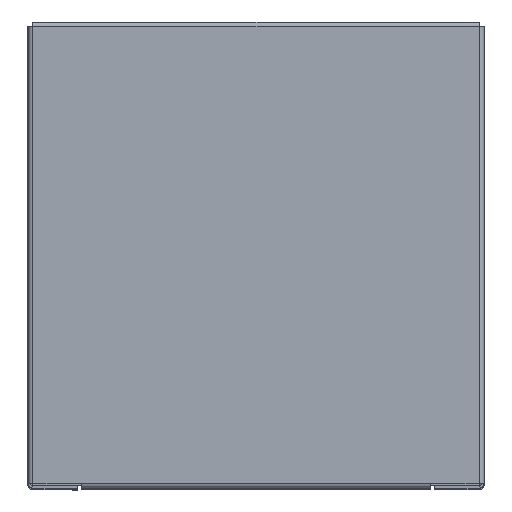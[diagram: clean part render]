
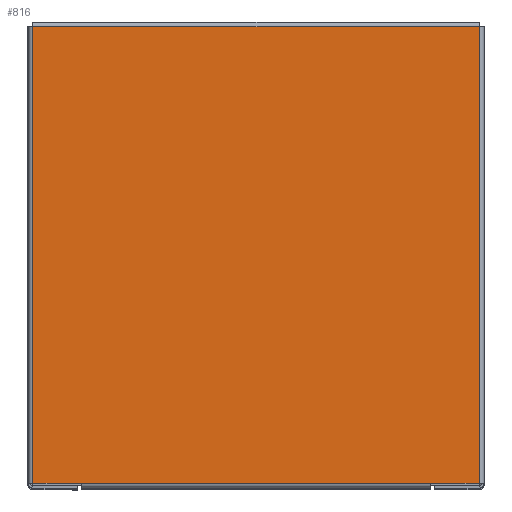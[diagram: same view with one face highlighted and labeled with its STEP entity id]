
A CAD part, top view. The second image highlights one B-rep face of the part: STEP entity #816.
In plain terms, the highlighted face is planar.
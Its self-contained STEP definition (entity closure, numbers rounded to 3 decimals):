
#48 = ORIENTED_EDGE ( 'NONE', *, *, #795, .T. ) ;
#64 = CARTESIAN_POINT ( 'NONE',  ( -112.5, 0., -1.2 ) ) ;
#78 = VERTEX_POINT ( 'NONE', #914 ) ;
#116 = DIRECTION ( 'NONE',  ( 0., 0., -1. ) ) ;
#120 = ORIENTED_EDGE ( 'NONE', *, *, #673, .F. ) ;
#140 = VECTOR ( 'NONE', #2010, 1000. ) ;
#216 = VERTEX_POINT ( 'NONE', #1296 ) ;
#230 = LINE ( 'NONE', #1829, #1514 ) ;
#237 = DIRECTION ( 'NONE',  ( 0., -1., 0. ) ) ;
#278 = AXIS2_PLACEMENT_3D ( 'NONE', #1375, #116, #1551 ) ;
#286 = CARTESIAN_POINT ( 'NONE',  ( -115., 230., -1.2 ) ) ;
#324 = VERTEX_POINT ( 'NONE', #358 ) ;
#351 = LINE ( 'NONE', #992, #1481 ) ;
#358 = CARTESIAN_POINT ( 'NONE',  ( 88., 0., -1.2 ) ) ;
#387 = LINE ( 'NONE', #1531, #140 ) ;
#430 = PLANE ( 'NONE',  #278 ) ;
#444 = ORIENTED_EDGE ( 'NONE', *, *, #730, .F. ) ;
#550 = VECTOR ( 'NONE', #237, 1000. ) ;
#589 = VECTOR ( 'NONE', #1554, 1000. ) ;
#673 = EDGE_CURVE ( 'NONE', #1898, #1175, #351, .T. ) ;
#730 = EDGE_CURVE ( 'NONE', #324, #1691, #230, .T. ) ;
#752 = VECTOR ( 'NONE', #1083, 1000. ) ;
#795 = EDGE_CURVE ( 'NONE', #324, #1175, #387, .T. ) ;
#816 = ADVANCED_FACE ( 'NONE', ( #1705 ), #430, .T. ) ;
#873 = LINE ( 'NONE', #920, #589 ) ;
#882 = EDGE_CURVE ( 'NONE', #78, #1691, #908, .T. ) ;
#908 = LINE ( 'NONE', #1988, #550 ) ;
#914 = CARTESIAN_POINT ( 'NONE',  ( 112.5, 230., -1.2 ) ) ;
#920 = CARTESIAN_POINT ( 'NONE',  ( -112.5, 0., -1.2 ) ) ;
#969 = EDGE_CURVE ( 'NONE', #78, #216, #1240, .T. ) ;
#992 = CARTESIAN_POINT ( 'NONE',  ( -115., 0., -1.2 ) ) ;
#1083 = DIRECTION ( 'NONE',  ( -1., 0., 0. ) ) ;
#1175 = VERTEX_POINT ( 'NONE', #1896 ) ;
#1240 = LINE ( 'NONE', #286, #752 ) ;
#1296 = CARTESIAN_POINT ( 'NONE',  ( -112.5, 230., -1.2 ) ) ;
#1330 = DIRECTION ( 'NONE',  ( 1., 0., 0. ) ) ;
#1375 = CARTESIAN_POINT ( 'NONE',  ( 0., 0., -1.2 ) ) ;
#1413 = ORIENTED_EDGE ( 'NONE', *, *, #882, .T. ) ;
#1481 = VECTOR ( 'NONE', #1330, 1000. ) ;
#1494 = EDGE_CURVE ( 'NONE', #1898, #216, #873, .T. ) ;
#1514 = VECTOR ( 'NONE', #1984, 1000. ) ;
#1531 = CARTESIAN_POINT ( 'NONE',  ( 88., 0., -1.2 ) ) ;
#1551 = DIRECTION ( 'NONE',  ( -1., 0., 0. ) ) ;
#1554 = DIRECTION ( 'NONE',  ( 0., 1., 0. ) ) ;
#1623 = CARTESIAN_POINT ( 'NONE',  ( 112.5, 0., -1.2 ) ) ;
#1691 = VERTEX_POINT ( 'NONE', #1623 ) ;
#1694 = ORIENTED_EDGE ( 'NONE', *, *, #969, .F. ) ;
#1705 = FACE_OUTER_BOUND ( 'NONE', #1853, .T. ) ;
#1827 = ORIENTED_EDGE ( 'NONE', *, *, #1494, .T. ) ;
#1829 = CARTESIAN_POINT ( 'NONE',  ( -115., 0., -1.2 ) ) ;
#1853 = EDGE_LOOP ( 'NONE', ( #120, #1827, #1694, #1413, #444, #48 ) ) ;
#1896 = CARTESIAN_POINT ( 'NONE',  ( -88., 0., -1.2 ) ) ;
#1898 = VERTEX_POINT ( 'NONE', #64 ) ;
#1984 = DIRECTION ( 'NONE',  ( 1., 0., 0. ) ) ;
#1988 = CARTESIAN_POINT ( 'NONE',  ( 112.5, 230., -1.2 ) ) ;
#2010 = DIRECTION ( 'NONE',  ( -1., 0., 0. ) ) ;
